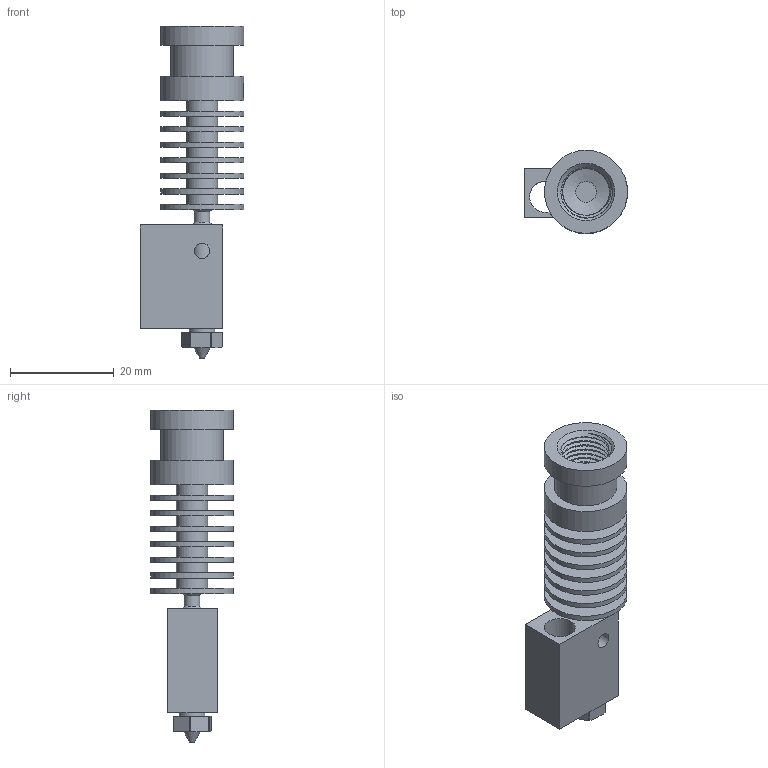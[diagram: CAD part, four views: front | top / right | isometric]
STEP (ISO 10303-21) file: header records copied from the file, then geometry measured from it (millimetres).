
FILE_DESCRIPTION(/* description */ (''),/* implementation_level */ '2;1');
FILE_NAME(/* name */ 'J-Head-All-Metal-HiFlow-STEP.step',/* time_stamp */ '2020-08-14T17:30:38-05:00',/* author */ (''),/* organization */ (''),/* preprocessor_version */ 'ST-DEVELOPER v18.1',/* originating_system */ 'Autodesk Translation Framework v9.3.0.1241',/* authorisation */ '');
FILE_SCHEMA (('AUTOMOTIVE_DESIGN { 1 0 10303 214 3 1 1 }'));
Length unit declared in the file: millimetre
Products named in the file (1): J-Head-All-Metal-HiFlow-STEP
Bounding box: 19.87 x 16 x 64.01 mm (x, y, z)
Volume: 6132.3 mm3; surface area: 6537.6 mm2
Topology: 1 solids, 1 shells, 133 faces, 315 edges, 209 vertices
Faces by surface type: cylinder 77, plane 37, cone 11, bspline 8
Full cylindrical faces by diameter (mm): 2.529 x4, 2.96 x1, 3 x3, 3.086 x7, 4 x1, 5 x1, 6 x8, 9.036 x4, 10.147 x4, 12 x1, 16 x9
Entity records: 7063 total; most frequent: CARTESIAN_POINT 4158, ORIENTED_EDGE 630, DIRECTION 508, EDGE_CURVE 315, VERTEX_POINT 209, AXIS2_PLACEMENT_3D 202, EDGE_LOOP 162, FACE_OUTER_BOUND 133
